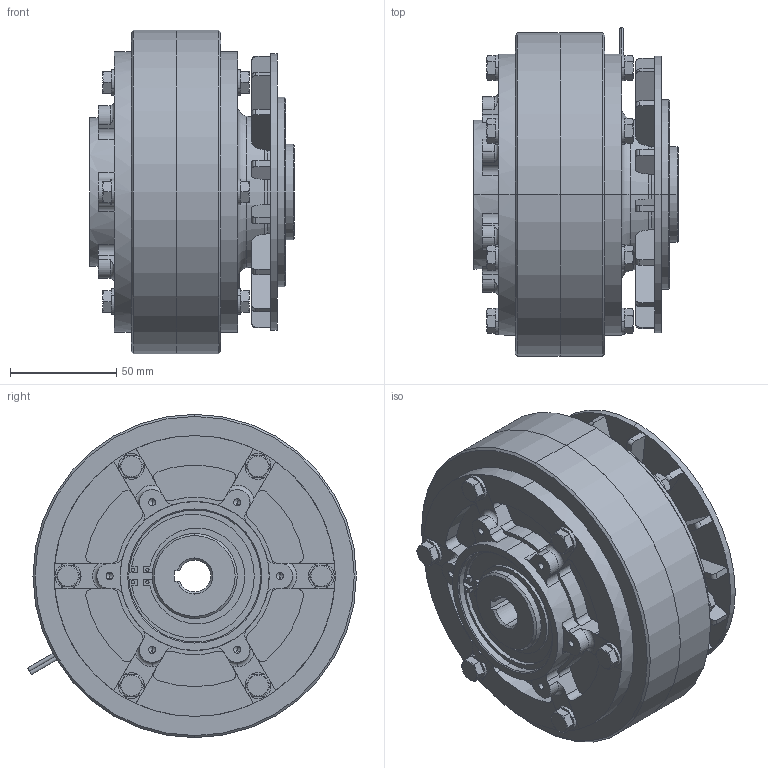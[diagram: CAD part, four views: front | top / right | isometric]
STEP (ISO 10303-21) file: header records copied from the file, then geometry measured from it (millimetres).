
FILE_DESCRIPTION (( 'STEP AP203' ), '1' );
FILE_NAME ('YPP616704.STEP', '2020-12-25T01:11:22', ( '' ), ( '' ), 'SwSTEP 2.0', 'SolidWorks 2016', '' );
FILE_SCHEMA (( 'CONFIG_CONTROL_DESIGN' ));
Length unit declared in the file: millimetre
Products named in the file (1): YPP616704
Bounding box: 96 x 154.53 x 152 mm (x, y, z)
Volume: 1124450.2 mm3; surface area: 127867.3 mm2
Topology: 27 solids, 27 shells, 614 faces, 1514 edges, 968 vertices
Faces by surface type: plane 275, cylinder 233, cone 82, torus 24
Entity records: 18625 total; most frequent: CARTESIAN_POINT 3903, DIRECTION 3162, ORIENTED_EDGE 2956, EDGE_CURVE 1478, AXIS2_PLACEMENT_3D 1191, VERTEX_POINT 968, VECTOR 780, LINE 780
